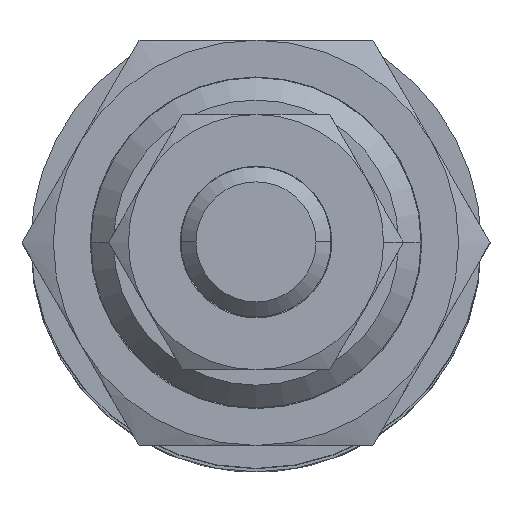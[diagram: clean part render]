
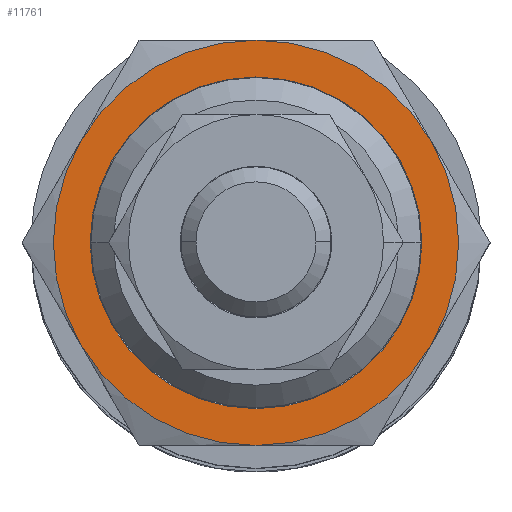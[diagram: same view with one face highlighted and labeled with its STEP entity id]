
A CAD part, top view. The second image highlights one B-rep face of the part: STEP entity #11761.
In plain terms, the highlighted planar face has unit normal (0, 0, 1).
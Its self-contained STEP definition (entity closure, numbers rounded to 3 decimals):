
#267 = DIRECTION ( 'NONE',  ( 0.866, 0.5, 0. ) ) ;
#454 = ORIENTED_EDGE ( 'NONE', *, *, #2338, .T. ) ;
#560 = PLANE ( 'NONE',  #6425 ) ;
#607 = EDGE_CURVE ( 'NONE', #9558, #5139, #10485, .T. ) ;
#616 = FACE_BOUND ( 'NONE', #4119, .T. ) ;
#674 = DIRECTION ( 'NONE',  ( 0., 0., 1. ) ) ;
#731 = DIRECTION ( 'NONE',  ( 0., 0., 1. ) ) ;
#1196 = AXIS2_PLACEMENT_3D ( 'NONE', #7236, #6133, #2497 ) ;
#1229 = DIRECTION ( 'NONE',  ( 0., 0., 1. ) ) ;
#1474 = DIRECTION ( 'NONE',  ( 0., 0., 1. ) ) ;
#1532 = CARTESIAN_POINT ( 'NONE',  ( -11.691, 6.75, 162. ) ) ;
#1656 = EDGE_CURVE ( 'NONE', #11383, #2938, #6201, .T. ) ;
#1773 = CIRCLE ( 'NONE', #8786, 13.5 ) ;
#1957 = CIRCLE ( 'NONE', #3478, 13.5 ) ;
#2338 = EDGE_CURVE ( 'NONE', #4265, #4771, #1957, .T. ) ;
#2464 = DIRECTION ( 'NONE',  ( 0.866, 0.5, 0. ) ) ;
#2497 = DIRECTION ( 'NONE',  ( 0.866, 0.5, 0. ) ) ;
#2829 = ORIENTED_EDGE ( 'NONE', *, *, #4538, .F. ) ;
#2938 = VERTEX_POINT ( 'NONE', #4367 ) ;
#3089 = EDGE_CURVE ( 'NONE', #2938, #4265, #3116, .T. ) ;
#3116 = CIRCLE ( 'NONE', #6013, 13.5 ) ;
#3340 = VERTEX_POINT ( 'NONE', #11540 ) ;
#3433 = CARTESIAN_POINT ( 'NONE',  ( 0., 0., 162. ) ) ;
#3478 = AXIS2_PLACEMENT_3D ( 'NONE', #10328, #1229, #9584 ) ;
#3675 = DIRECTION ( 'NONE',  ( 0.866, 0.5, 0. ) ) ;
#3773 = CARTESIAN_POINT ( 'NONE',  ( -9.57, -5.525, 162. ) ) ;
#3778 = ORIENTED_EDGE ( 'NONE', *, *, #5031, .T. ) ;
#4119 = EDGE_LOOP ( 'NONE', ( #6974, #2829 ) ) ;
#4247 = ORIENTED_EDGE ( 'NONE', *, *, #1656, .T. ) ;
#4265 = VERTEX_POINT ( 'NONE', #1532 ) ;
#4367 = CARTESIAN_POINT ( 'NONE',  ( 0., 13.5, 162. ) ) ;
#4538 = EDGE_CURVE ( 'NONE', #5139, #9558, #6442, .T. ) ;
#4771 = VERTEX_POINT ( 'NONE', #7439 ) ;
#5031 = EDGE_CURVE ( 'NONE', #8388, #3340, #6451, .T. ) ;
#5124 = DIRECTION ( 'NONE',  ( 0., 0., 1. ) ) ;
#5139 = VERTEX_POINT ( 'NONE', #3773 ) ;
#5158 = CARTESIAN_POINT ( 'NONE',  ( 11.691, 6.75, 162. ) ) ;
#5245 = DIRECTION ( 'NONE',  ( 0., 0., 1. ) ) ;
#5686 = DIRECTION ( 'NONE',  ( 0., 0., 1. ) ) ;
#5751 = AXIS2_PLACEMENT_3D ( 'NONE', #7517, #5686, #267 ) ;
#6000 = AXIS2_PLACEMENT_3D ( 'NONE', #8824, #9559, #7793 ) ;
#6013 = AXIS2_PLACEMENT_3D ( 'NONE', #10262, #731, #3675 ) ;
#6133 = DIRECTION ( 'NONE',  ( 0., 0., 1. ) ) ;
#6201 = CIRCLE ( 'NONE', #6000, 13.5 ) ;
#6251 = ORIENTED_EDGE ( 'NONE', *, *, #11793, .T. ) ;
#6425 = AXIS2_PLACEMENT_3D ( 'NONE', #3433, #674, #2464 ) ;
#6442 = CIRCLE ( 'NONE', #8195, 11.05 ) ;
#6451 = CIRCLE ( 'NONE', #1196, 13.5 ) ;
#6930 = ORIENTED_EDGE ( 'NONE', *, *, #9157, .T. ) ;
#6974 = ORIENTED_EDGE ( 'NONE', *, *, #607, .F. ) ;
#7236 = CARTESIAN_POINT ( 'NONE',  ( 0., 0., 162. ) ) ;
#7439 = CARTESIAN_POINT ( 'NONE',  ( -11.691, -6.75, 162. ) ) ;
#7490 = CARTESIAN_POINT ( 'NONE',  ( 0., -13.5, 162. ) ) ;
#7517 = CARTESIAN_POINT ( 'NONE',  ( 0., 0., 162. ) ) ;
#7793 = DIRECTION ( 'NONE',  ( 0.866, 0.5, 0. ) ) ;
#7890 = EDGE_LOOP ( 'NONE', ( #6930, #4247, #9438, #454, #6251, #3778 ) ) ;
#7937 = DIRECTION ( 'NONE',  ( 0.866, 0.5, 0. ) ) ;
#8007 = CARTESIAN_POINT ( 'NONE',  ( 0., 0., 162. ) ) ;
#8195 = AXIS2_PLACEMENT_3D ( 'NONE', #10690, #5124, #7937 ) ;
#8388 = VERTEX_POINT ( 'NONE', #7490 ) ;
#8786 = AXIS2_PLACEMENT_3D ( 'NONE', #8007, #1474, #9955 ) ;
#8824 = CARTESIAN_POINT ( 'NONE',  ( 0., 0., 162. ) ) ;
#8976 = FACE_OUTER_BOUND ( 'NONE', #7890, .T. ) ;
#9157 = EDGE_CURVE ( 'NONE', #3340, #11383, #11232, .T. ) ;
#9438 = ORIENTED_EDGE ( 'NONE', *, *, #3089, .T. ) ;
#9558 = VERTEX_POINT ( 'NONE', #11125 ) ;
#9559 = DIRECTION ( 'NONE',  ( 0., 0., 1. ) ) ;
#9584 = DIRECTION ( 'NONE',  ( 0.866, 0.5, 0. ) ) ;
#9955 = DIRECTION ( 'NONE',  ( 0.866, 0.5, 0. ) ) ;
#10262 = CARTESIAN_POINT ( 'NONE',  ( 0., 0., 162. ) ) ;
#10328 = CARTESIAN_POINT ( 'NONE',  ( 0., 0., 162. ) ) ;
#10485 = CIRCLE ( 'NONE', #10867, 11.05 ) ;
#10690 = CARTESIAN_POINT ( 'NONE',  ( 0., 0., 162. ) ) ;
#10820 = CARTESIAN_POINT ( 'NONE',  ( 0., 0., 162. ) ) ;
#10867 = AXIS2_PLACEMENT_3D ( 'NONE', #10820, #5245, #11002 ) ;
#11002 = DIRECTION ( 'NONE',  ( 0.866, 0.5, 0. ) ) ;
#11125 = CARTESIAN_POINT ( 'NONE',  ( 9.57, 5.525, 162. ) ) ;
#11232 = CIRCLE ( 'NONE', #5751, 13.5 ) ;
#11383 = VERTEX_POINT ( 'NONE', #5158 ) ;
#11540 = CARTESIAN_POINT ( 'NONE',  ( 11.691, -6.75, 162. ) ) ;
#11761 = ADVANCED_FACE ( 'NONE', ( #616, #8976 ), #560, .T. ) ;
#11793 = EDGE_CURVE ( 'NONE', #4771, #8388, #1773, .T. ) ;
